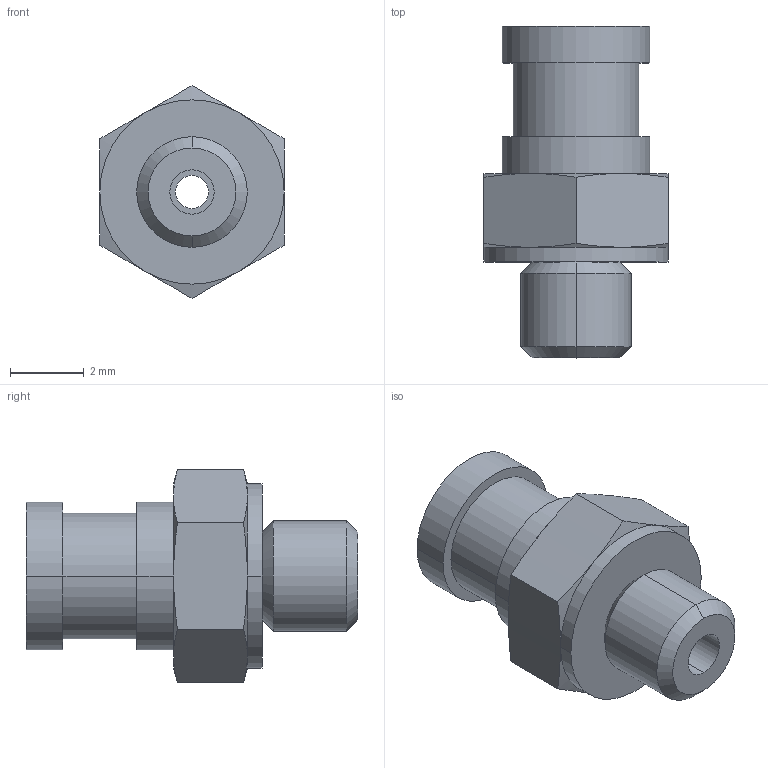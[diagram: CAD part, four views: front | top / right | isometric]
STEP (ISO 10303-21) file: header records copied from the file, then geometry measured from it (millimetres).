
FILE_DESCRIPTION(/* description */ ('VariCAD 2020-1.13.rc01 AP-214'),/* implementation_level */ '2;1');
FILE_NAME(/* name */ 'M3-2mm_gerade_Einschraubverbindung_mit_Ueberwurf.stp',/* time_stamp */ '2020-11-01T21:39:09+01:00',/* author */ (''),/* organization */ (''),/* preprocessor_version */ 'VariCAD 2020-1.13.rc01',/* originating_system */ 'VariCAD 2020-1.13.rc01; kernel version (20180118)',/* authorisation */ '');
FILE_SCHEMA(('AUTOMOTIVE_DESIGN'));
Length unit declared in the file: millimetre
Products named in the file (2): M3-2mm_gerade_Einschraubverbindung_mit_Ueberwurf; gerade Einschraubverbindung
Assembly tree (1 placements, depth 2):
  M3-2mm_gerade_Einschraubverbindung_mit_Ueberwurf
    gerade Einschraubverbindung
Bounding box: 5 x 9 x 5.77 mm (x, y, z)
Volume: 98.6 mm3; surface area: 226.4 mm2
Topology: 1 solids, 1 shells, 52 faces, 109 edges, 67 vertices
Faces by surface type: cylinder 18, cone 18, plane 16
Entity records: 1522 total; most frequent: CARTESIAN_POINT 352, DIRECTION 252, ORIENTED_EDGE 218, AXIS2_PLACEMENT_3D 111, EDGE_CURVE 109, VERTEX_POINT 67, EDGE_LOOP 62, CIRCLE 55
